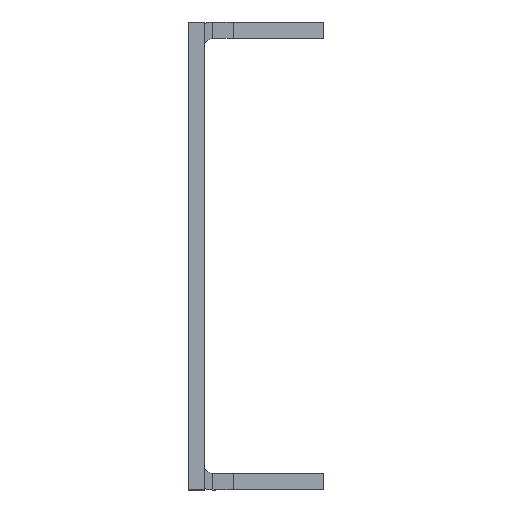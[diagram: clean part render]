
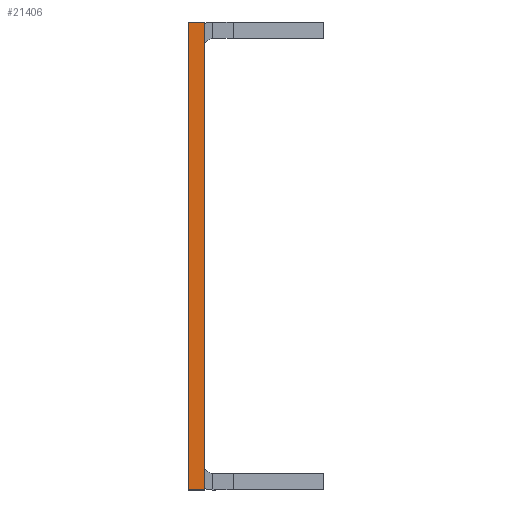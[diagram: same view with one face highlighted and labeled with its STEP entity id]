
A CAD part, left-side view. The second image highlights one B-rep face of the part: STEP entity #21406.
In plain terms, the highlighted planar face has unit normal (-1, 0, 0).
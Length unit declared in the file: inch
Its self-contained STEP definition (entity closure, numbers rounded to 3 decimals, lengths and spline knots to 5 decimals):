
#786 = DIRECTION ( 'NONE',  ( 0., 0., 1. ) ) ;
#2025 = ORIENTED_EDGE ( 'NONE', *, *, #22689, .F. ) ;
#3044 = DIRECTION ( 'NONE',  ( 0., 1., 0. ) ) ;
#3530 = LINE ( 'NONE', #9730, #11263 ) ;
#3685 = VECTOR ( 'NONE', #18746, 39.37008 ) ;
#6088 = CARTESIAN_POINT ( 'NONE',  ( -9.5, -38.1572, 0.865 ) ) ;
#8142 = VECTOR ( 'NONE', #3044, 39.37008 ) ;
#9173 = CARTESIAN_POINT ( 'NONE',  ( -9.5, 0., 0.865 ) ) ;
#9730 = CARTESIAN_POINT ( 'NONE',  ( -9.5, 0.06, 0.865 ) ) ;
#11046 = LINE ( 'NONE', #21343, #3685 ) ;
#11263 = VECTOR ( 'NONE', #786, 39.37008 ) ;
#11319 = CARTESIAN_POINT ( 'NONE',  ( -9.5, 0., -0.865 ) ) ;
#11581 = PLANE ( 'NONE',  #18167 ) ;
#11656 = DIRECTION ( 'NONE',  ( -1., 0., 0. ) ) ;
#12352 = CARTESIAN_POINT ( 'NONE',  ( -9.5, -38.1572, -0.865 ) ) ;
#13913 = VERTEX_POINT ( 'NONE', #21919 ) ;
#15269 = EDGE_LOOP ( 'NONE', ( #2025, #29348, #30247, #20758 ) ) ;
#16553 = CARTESIAN_POINT ( 'NONE',  ( -9.5, 0.06, 0.865 ) ) ;
#17089 = LINE ( 'NONE', #12352, #8142 ) ;
#18167 = AXIS2_PLACEMENT_3D ( 'NONE', #6088, #11656, #22732 ) ;
#18746 = DIRECTION ( 'NONE',  ( 0., 1., 0. ) ) ;
#20758 = ORIENTED_EDGE ( 'NONE', *, *, #29882, .T. ) ;
#20951 = DIRECTION ( 'NONE',  ( 0., 0., 1. ) ) ;
#21343 = CARTESIAN_POINT ( 'NONE',  ( -9.5, -38.1572, 0.865 ) ) ;
#21406 = ADVANCED_FACE ( 'NONE', ( #29104 ), #11581, .T. ) ;
#21811 = VERTEX_POINT ( 'NONE', #16553 ) ;
#21919 = CARTESIAN_POINT ( 'NONE',  ( -9.5, 0., 0.865 ) ) ;
#22689 = EDGE_CURVE ( 'NONE', #30631, #21811, #3530, .T. ) ;
#22732 = DIRECTION ( 'NONE',  ( 0., 0., 1. ) ) ;
#22922 = EDGE_CURVE ( 'NONE', #25786, #13913, #28987, .T. ) ;
#24497 = CARTESIAN_POINT ( 'NONE',  ( -9.5, 0.06, -0.865 ) ) ;
#25786 = VERTEX_POINT ( 'NONE', #11319 ) ;
#28649 = EDGE_CURVE ( 'NONE', #25786, #30631, #17089, .T. ) ;
#28987 = LINE ( 'NONE', #9173, #29731 ) ;
#29104 = FACE_OUTER_BOUND ( 'NONE', #15269, .T. ) ;
#29348 = ORIENTED_EDGE ( 'NONE', *, *, #28649, .F. ) ;
#29731 = VECTOR ( 'NONE', #20951, 39.37008 ) ;
#29882 = EDGE_CURVE ( 'NONE', #13913, #21811, #11046, .T. ) ;
#30247 = ORIENTED_EDGE ( 'NONE', *, *, #22922, .T. ) ;
#30631 = VERTEX_POINT ( 'NONE', #24497 ) ;
